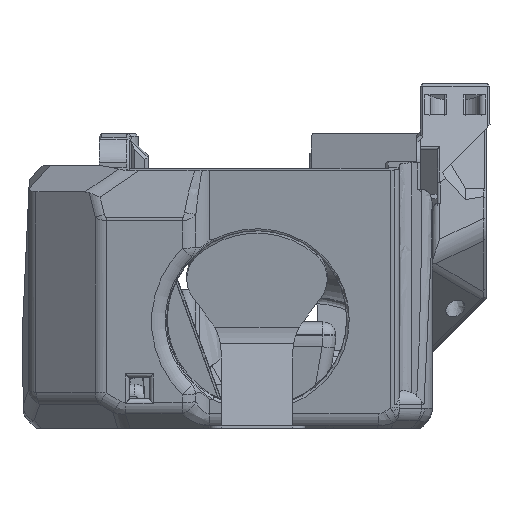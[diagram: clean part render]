
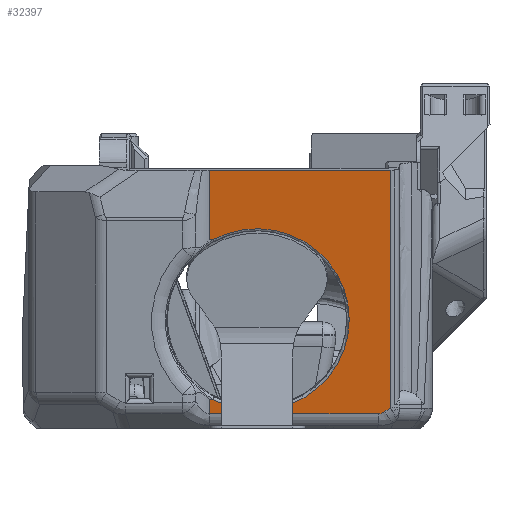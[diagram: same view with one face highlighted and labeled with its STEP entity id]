
A CAD part, left-side view. The second image highlights one B-rep face of the part: STEP entity #32397.
In plain terms, the highlighted planar face has unit normal (-0.985, 0, -0.174).
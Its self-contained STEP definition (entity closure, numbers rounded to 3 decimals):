
#1051=B_SPLINE_CURVE_WITH_KNOTS('',3,(#50990,#50991,#50992,#50993),
 .UNSPECIFIED.,.F.,.F.,(4,4),(0.,0.382),.UNSPECIFIED.);
#1064=B_SPLINE_CURVE_WITH_KNOTS('',3,(#51315,#51316,#51317,#51318),
 .UNSPECIFIED.,.F.,.F.,(4,4),(0.618,1.),.UNSPECIFIED.);
#1723=CIRCLE('',#34239,14.4);
#2696=ELLIPSE('',#34823,3.203,2.);
#5504=ORIENTED_EDGE('',*,*,#14393,.F.);
#5505=ORIENTED_EDGE('',*,*,#13430,.T.);
#5506=ORIENTED_EDGE('',*,*,#14536,.T.);
#5507=ORIENTED_EDGE('',*,*,#14537,.F.);
#5508=ORIENTED_EDGE('',*,*,#14538,.T.);
#5509=ORIENTED_EDGE('',*,*,#14539,.T.);
#5510=ORIENTED_EDGE('',*,*,#14540,.F.);
#5511=ORIENTED_EDGE('',*,*,#14541,.T.);
#5512=ORIENTED_EDGE('',*,*,#14001,.F.);
#5513=ORIENTED_EDGE('',*,*,#14026,.F.);
#13430=EDGE_CURVE('',#18323,#18322,#1723,.T.);
#14001=EDGE_CURVE('',#18698,#18699,#21646,.T.);
#14026=EDGE_CURVE('',#18716,#18698,#21664,.T.);
#14393=EDGE_CURVE('',#18323,#18716,#1051,.F.);
#14536=EDGE_CURVE('',#18322,#19077,#1064,.T.);
#14537=EDGE_CURVE('',#19078,#19077,#21986,.T.);
#14538=EDGE_CURVE('',#19078,#19079,#21987,.T.);
#14539=EDGE_CURVE('',#19079,#19080,#2696,.T.);
#14540=EDGE_CURVE('',#19081,#19080,#21988,.T.);
#14541=EDGE_CURVE('',#19081,#18699,#21989,.T.);
#18322=VERTEX_POINT('',#46882);
#18323=VERTEX_POINT('',#46884);
#18698=VERTEX_POINT('',#49333);
#18699=VERTEX_POINT('',#49335);
#18716=VERTEX_POINT('',#49394);
#19077=VERTEX_POINT('',#51319);
#19078=VERTEX_POINT('',#51321);
#19079=VERTEX_POINT('',#51323);
#19080=VERTEX_POINT('',#51325);
#19081=VERTEX_POINT('',#51327);
#21646=LINE('',#49334,#24552);
#21664=LINE('',#49395,#24570);
#21986=LINE('',#51320,#24892);
#21987=LINE('',#51322,#24893);
#21988=LINE('',#51326,#24894);
#21989=LINE('',#51328,#24895);
#24552=VECTOR('',#38549,1000.);
#24570=VECTOR('',#38587,1000.);
#24892=VECTOR('',#39389,1000.);
#24893=VECTOR('',#39390,1000.);
#24894=VECTOR('',#39393,1000.);
#24895=VECTOR('',#39394,1000.);
#27354=EDGE_LOOP('',(#5504,#5505,#5506,#5507,#5508,#5509,#5510,#5511,#5512,
#5513));
#29376=FACE_BOUND('',#27354,.T.);
#31147=PLANE('',#34822);
#32397=ADVANCED_FACE('',(#29376),#31147,.F.);
#34239=AXIS2_PLACEMENT_3D('',#46883,#37636,#37637);
#34822=AXIS2_PLACEMENT_3D('',#51314,#39387,#39388);
#34823=AXIS2_PLACEMENT_3D('',#51324,#39391,#39392);
#37636=DIRECTION('',(0.985,0.,0.174));
#37637=DIRECTION('',(0.174,0.,-0.985));
#38549=DIRECTION('',(0.,-1.,0.));
#38587=DIRECTION('',(-0.174,0.,0.985));
#39387=DIRECTION('',(0.985,0.,0.174));
#39388=DIRECTION('',(-0.174,0.,0.985));
#39389=DIRECTION('',(-0.174,0.,0.985));
#39390=DIRECTION('',(0.,-1.,0.));
#39391=DIRECTION('',(-0.985,0.,-0.174));
#39392=DIRECTION('',(-0.165,-0.304,0.938));
#39393=DIRECTION('',(0.097,0.829,-0.551));
#39394=DIRECTION('',(-0.174,0.,0.985));
#46882=CARTESIAN_POINT('',(-28.264,11.767,4.533));
#46883=CARTESIAN_POINT('',(-30.458,4.853,16.973));
#46884=CARTESIAN_POINT('',(-32.651,11.767,29.413));
#49333=CARTESIAN_POINT('',(-34.572,12.27,40.304));
#49334=CARTESIAN_POINT('',(-34.572,24.853,40.304));
#49335=CARTESIAN_POINT('',(-34.572,-16.002,40.304));
#49394=CARTESIAN_POINT('',(-32.66,12.27,29.463));
#49395=CARTESIAN_POINT('',(-31.185,12.27,21.099));
#50990=CARTESIAN_POINT('',(-32.66,12.27,29.463));
#50991=CARTESIAN_POINT('',(-32.657,12.102,29.442));
#50992=CARTESIAN_POINT('',(-32.654,11.935,29.425));
#50993=CARTESIAN_POINT('',(-32.651,11.767,29.413));
#51314=CARTESIAN_POINT('',(-31.185,24.853,21.099));
#51315=CARTESIAN_POINT('',(-28.264,11.767,4.533));
#51316=CARTESIAN_POINT('',(-28.262,11.935,4.52));
#51317=CARTESIAN_POINT('',(-28.259,12.102,4.503));
#51318=CARTESIAN_POINT('',(-28.255,12.27,4.482));
#51319=CARTESIAN_POINT('',(-28.255,12.27,4.482));
#51320=CARTESIAN_POINT('',(-31.185,12.27,21.099));
#51321=CARTESIAN_POINT('',(-27.864,12.27,2.262));
#51322=CARTESIAN_POINT('',(-27.864,-14.655,2.262));
#51323=CARTESIAN_POINT('',(-27.864,-14.07,2.262));
#51324=CARTESIAN_POINT('',(-28.404,-14.652,5.326));
#51325=CARTESIAN_POINT('',(-27.923,-15.07,2.597));
#51326=CARTESIAN_POINT('',(-27.821,-14.199,2.018));
#51327=CARTESIAN_POINT('',(-28.032,-16.002,3.216));
#51328=CARTESIAN_POINT('',(-7.663,-16.002,-112.301));
